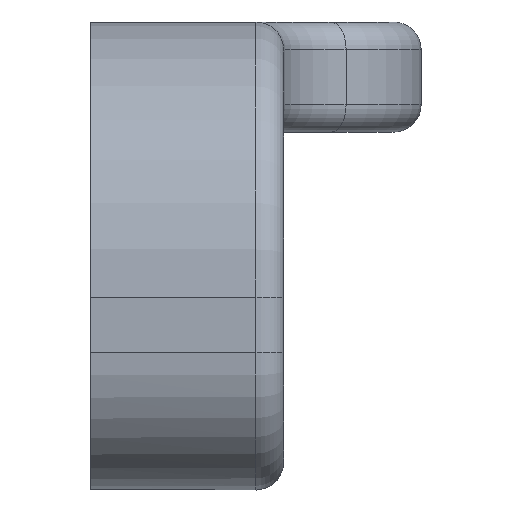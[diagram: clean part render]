
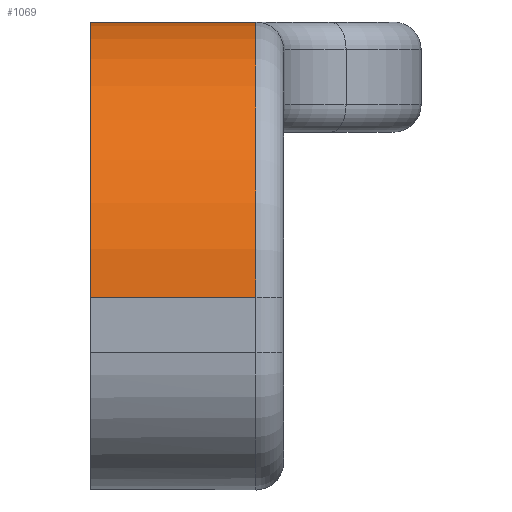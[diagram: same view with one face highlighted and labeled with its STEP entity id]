
A CAD part, left-side view. The second image highlights one B-rep face of the part: STEP entity #1069.
In plain terms, the highlighted cylindrical face has radius 10 mm (diameter 20 mm), a partial arc.
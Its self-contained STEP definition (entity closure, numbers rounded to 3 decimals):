
#78=LINE('',#2405,#128);
#80=LINE('',#2409,#130);
#128=VECTOR('',#1452,10.);
#130=VECTOR('',#1456,10.);
#166=CYLINDRICAL_SURFACE('',#1199,10.);
#219=FACE_OUTER_BOUND('',#288,.T.);
#288=EDGE_LOOP('',(#858,#859,#860,#861));
#400=CIRCLE('',#1180,10.);
#409=CIRCLE('',#1200,10.);
#483=VERTEX_POINT('',#2222);
#485=VERTEX_POINT('',#2228);
#497=VERTEX_POINT('',#2404);
#498=VERTEX_POINT('',#2408);
#606=EDGE_CURVE('',#483,#485,#400,.T.);
#632=EDGE_CURVE('',#497,#485,#78,.T.);
#634=EDGE_CURVE('',#483,#498,#80,.T.);
#635=EDGE_CURVE('',#498,#497,#409,.T.);
#858=ORIENTED_EDGE('',*,*,#606,.F.);
#859=ORIENTED_EDGE('',*,*,#634,.T.);
#860=ORIENTED_EDGE('',*,*,#635,.T.);
#861=ORIENTED_EDGE('',*,*,#632,.T.);
#1069=ADVANCED_FACE('',(#219),#166,.T.);
#1180=AXIS2_PLACEMENT_3D('',#2232,#1405,#1406);
#1199=AXIS2_PLACEMENT_3D('',#2407,#1454,#1455);
#1200=AXIS2_PLACEMENT_3D('',#2410,#1457,#1458);
#1405=DIRECTION('center_axis',(0.,-1.,0.));
#1406=DIRECTION('ref_axis',(-0.707,0.,0.707));
#1452=DIRECTION('',(0.,-1.,0.));
#1454=DIRECTION('center_axis',(0.,1.,0.));
#1455=DIRECTION('ref_axis',(-0.707,0.,0.707));
#1456=DIRECTION('',(0.,1.,0.));
#1457=DIRECTION('center_axis',(0.,-1.,0.));
#1458=DIRECTION('ref_axis',(-0.707,0.,0.707));
#2222=CARTESIAN_POINT('',(-70.,4.,12.));
#2228=CARTESIAN_POINT('',(-80.,4.,2.));
#2232=CARTESIAN_POINT('Origin',(-70.,4.,2.));
#2404=CARTESIAN_POINT('',(-80.,10.,2.));
#2405=CARTESIAN_POINT('',(-80.,0.,2.));
#2407=CARTESIAN_POINT('Origin',(-70.,0.,2.));
#2408=CARTESIAN_POINT('',(-70.,10.,12.));
#2409=CARTESIAN_POINT('',(-70.,0.,12.));
#2410=CARTESIAN_POINT('Origin',(-70.,10.,2.));
